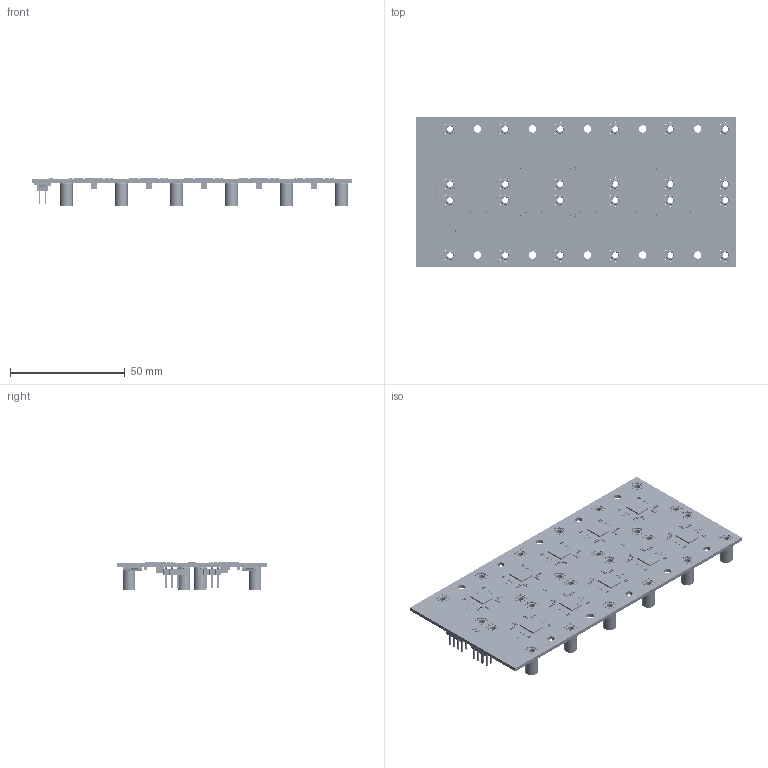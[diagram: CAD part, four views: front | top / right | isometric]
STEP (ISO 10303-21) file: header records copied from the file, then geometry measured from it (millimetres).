
FILE_DESCRIPTION(('KiCad electronic assembly'),'2;1');
FILE_NAME('EKO_Miner_AsicBoard-10xBM1370-01A.step','2024-12-06T19:08:54' ,('Pcbnew'),('Kicad'),'Open CASCADE STEP processor 7.8', 'KiCad to STEP converter','Unknown');
FILE_SCHEMA(('AUTOMOTIVE_DESIGN { 1 0 10303 214 1 1 1 1 }'));
Length unit declared in the file: millimetre
Products named in the file (22): EKO_Miner_AsicBoard-10xBM1370-01A 1; C_0402_1005Metric; R_0402_1005Metric; BM1368xx; BM1368PB; R_0805_2012Metric; R_0603_1608Metric; C_0805_2012Metric; C_1210_3225Metric; PinHeader_2x04_P2.54mm_Vertical_SMD; PinHeader_2x04_P254mm_Vertical_SMD; SMTSO-M3-10ET; 1; SOT230P700X180-4N; MIC39100-3.3WS-TR; _autosave-AsicsBoard - 10xBM1370 - 01A_PCB
Assembly tree (280 placements, depth 3):
  EKO_Miner_AsicBoard-10xBM1370-01A 1
    C_0402_1005Metric  x160
      C_0402_1005Metric
    R_0402_1005Metric  x52
      R_0402_1005Metric
    BM1368xx  x10
      BM1368PB
    R_0805_2012Metric  x2
      R_0805_2012Metric
    R_0603_1608Metric  x2
      R_0603_1608Metric
    C_0805_2012Metric  x5
      C_0805_2012Metric
    C_1210_3225Metric  x10
      C_1210_3225Metric
    PinHeader_2x04_P2.54mm_Vertical_SMD  x2
      PinHeader_2x04_P254mm_Vertical_SMD
    SMTSO-M3-10ET  x24
      1
    SOT230P700X180-4N  x2
      MIC39100-3.3WS-TR
    _autosave-AsicsBoard - 10xBM1370 - 01A_PCB
Bounding box: 139.75 x 65 x 12.43 mm (x, y, z)
Volume: 19738.6 mm3; surface area: 29926.3 mm2
Topology: 278 solids, 422 shells, 13436 faces, 34100 edges, 22480 vertices
Faces by surface type: plane 9592, cylinder 3264, extrusion 340, cone 192, torus 48
Full cylindrical faces by diameter (mm): 0.4 x10, 0.5 x192, 3.2 x10, 4.2 x24
Entity records: 40800 total; most frequent: CARTESIAN_POINT 7132, DIRECTION 5973, ORIENTED_EDGE 5564, EDGE_CURVE 2782, AXIS2_PLACEMENT_3D 1993, VECTOR 1987, LINE 1953, VERTEX_POINT 1822
